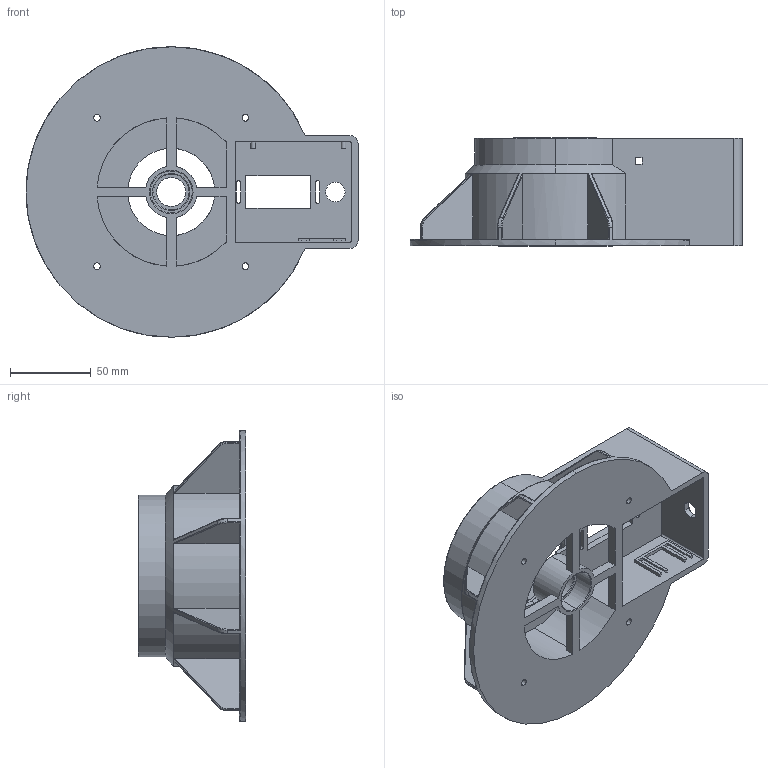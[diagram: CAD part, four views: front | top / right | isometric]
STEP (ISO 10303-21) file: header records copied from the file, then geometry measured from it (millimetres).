
FILE_DESCRIPTION (( 'STEP AP214' ), '1' );
FILE_NAME ('湖荂璃1.STEP', '2024-11-27T07:07:15', ( '' ), ( '' ), 'SwSTEP 2.0', 'SolidWorks 2023', '' );
FILE_SCHEMA (( 'AUTOMOTIVE_DESIGN' ));
Length unit declared in the file: millimetre
Products named in the file (2): 固定底座; 打印件1
Assembly tree (1 placements, depth 2):
  打印件1
    固定底座
Bounding box: 205.71 x 66.7 x 180 mm (x, y, z)
Volume: 319107.5 mm3; surface area: 128614.5 mm2
Topology: 1 solids, 1 shells, 259 faces, 704 edges, 453 vertices
Faces by surface type: plane 112, cylinder 84, torus 36, bspline 24, cone 3
Entity records: 9270 total; most frequent: CARTESIAN_POINT 2727, ORIENTED_EDGE 1408, DIRECTION 1307, EDGE_CURVE 704, AXIS2_PLACEMENT_3D 477, VERTEX_POINT 453, LINE 353, VECTOR 353
